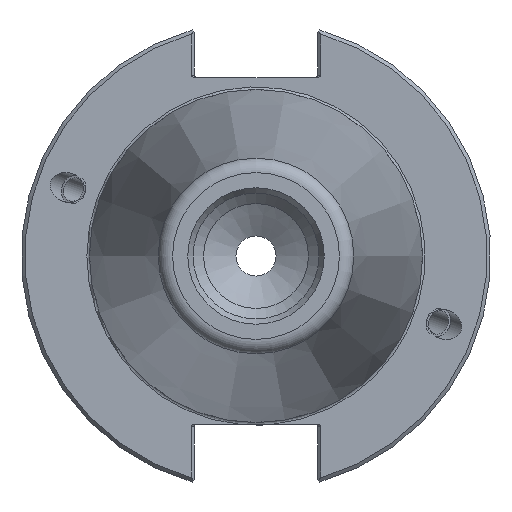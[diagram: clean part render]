
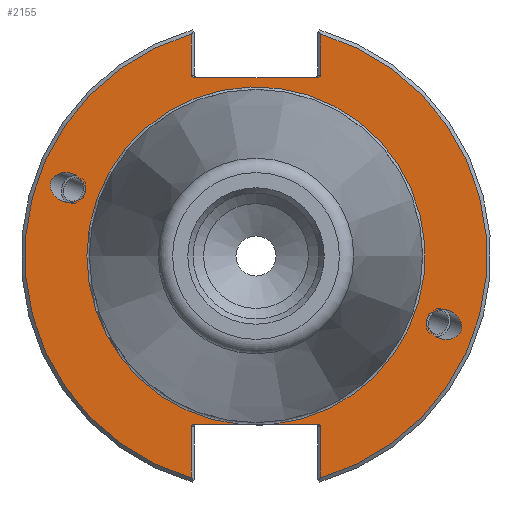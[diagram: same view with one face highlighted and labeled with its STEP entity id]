
A CAD part, left-side view. The second image highlights one B-rep face of the part: STEP entity #2155.
In plain terms, the highlighted planar face has unit normal (-1, 0, 0).
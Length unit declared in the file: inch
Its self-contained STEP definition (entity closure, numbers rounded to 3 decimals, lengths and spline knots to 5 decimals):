
#118=LINE('',#4372,#212);
#126=LINE('',#4400,#220);
#134=LINE('',#4427,#228);
#142=LINE('',#4455,#236);
#144=LINE('',#4478,#238);
#145=LINE('',#4480,#239);
#146=LINE('',#4482,#240);
#212=VECTOR('',#2850,0.3937);
#220=VECTOR('',#2880,0.3937);
#228=VECTOR('',#2908,0.3937);
#236=VECTOR('',#2938,0.3937);
#238=VECTOR('',#2952,0.3937);
#239=VECTOR('',#2955,0.3937);
#240=VECTOR('',#2958,0.3937);
#381=ELLIPSE('',#2216,0.14659,0.12008);
#382=ELLIPSE('',#2218,0.14659,0.12008);
#386=ELLIPSE('',#2368,0.02828,0.02);
#390=ELLIPSE('',#2379,0.02828,0.02);
#391=ELLIPSE('',#2385,0.02828,0.02);
#395=ELLIPSE('',#2396,0.02828,0.02);
#428=PLANE('',#2409);
#492=FACE_BOUND('',#905,.T.);
#493=FACE_BOUND('',#906,.T.);
#603=CIRCLE('',#2407,1.395);
#605=CIRCLE('',#2410,1.9075);
#606=CIRCLE('',#2411,1.9075);
#722=FACE_OUTER_BOUND('',#904,.T.);
#904=EDGE_LOOP('',(#1836,#1837,#1838,#1839,#1840,#1841,#1842,#1843,#1844,
#1845,#1846,#1847,#1848,#1849));
#905=EDGE_LOOP('',(#1850));
#906=EDGE_LOOP('',(#1851));
#989=VERTEX_POINT('',#3124);
#990=VERTEX_POINT('',#3127);
#1129=VERTEX_POINT('',#4359);
#1130=VERTEX_POINT('',#4361);
#1133=VERTEX_POINT('',#4371);
#1138=VERTEX_POINT('',#4387);
#1139=VERTEX_POINT('',#4389);
#1142=VERTEX_POINT('',#4399);
#1144=VERTEX_POINT('',#4405);
#1145=VERTEX_POINT('',#4406);
#1151=VERTEX_POINT('',#4425);
#1154=VERTEX_POINT('',#4435);
#1155=VERTEX_POINT('',#4437);
#1160=VERTEX_POINT('',#4453);
#1162=VERTEX_POINT('',#4461);
#1163=VERTEX_POINT('',#4462);
#1190=EDGE_CURVE('',#989,#989,#381,.T.);
#1191=EDGE_CURVE('',#990,#990,#382,.T.);
#1365=EDGE_CURVE('',#1129,#1130,#386,.T.);
#1370=EDGE_CURVE('',#1130,#1133,#118,.T.);
#1379=EDGE_CURVE('',#1138,#1139,#390,.T.);
#1384=EDGE_CURVE('',#1139,#1142,#126,.T.);
#1387=EDGE_CURVE('',#1144,#1145,#391,.T.);
#1398=EDGE_CURVE('',#1151,#1144,#134,.T.);
#1403=EDGE_CURVE('',#1154,#1155,#395,.T.);
#1412=EDGE_CURVE('',#1160,#1154,#142,.T.);
#1416=EDGE_CURVE('',#1162,#1163,#603,.T.);
#1418=EDGE_CURVE('',#1145,#1162,#144,.T.);
#1419=EDGE_CURVE('',#1133,#1151,#605,.T.);
#1420=EDGE_CURVE('',#1155,#1129,#145,.T.);
#1421=EDGE_CURVE('',#1142,#1160,#606,.T.);
#1422=EDGE_CURVE('',#1163,#1138,#146,.T.);
#1836=ORIENTED_EDGE('',*,*,#1416,.F.);
#1837=ORIENTED_EDGE('',*,*,#1418,.F.);
#1838=ORIENTED_EDGE('',*,*,#1387,.F.);
#1839=ORIENTED_EDGE('',*,*,#1398,.F.);
#1840=ORIENTED_EDGE('',*,*,#1419,.F.);
#1841=ORIENTED_EDGE('',*,*,#1370,.F.);
#1842=ORIENTED_EDGE('',*,*,#1365,.F.);
#1843=ORIENTED_EDGE('',*,*,#1420,.F.);
#1844=ORIENTED_EDGE('',*,*,#1403,.F.);
#1845=ORIENTED_EDGE('',*,*,#1412,.F.);
#1846=ORIENTED_EDGE('',*,*,#1421,.F.);
#1847=ORIENTED_EDGE('',*,*,#1384,.F.);
#1848=ORIENTED_EDGE('',*,*,#1379,.F.);
#1849=ORIENTED_EDGE('',*,*,#1422,.F.);
#1850=ORIENTED_EDGE('',*,*,#1190,.T.);
#1851=ORIENTED_EDGE('',*,*,#1191,.T.);
#2155=ADVANCED_FACE('',(#722,#492,#493),#428,.T.);
#2216=AXIS2_PLACEMENT_3D('',#3125,#2481,#2482);
#2218=AXIS2_PLACEMENT_3D('',#3128,#2485,#2486);
#2368=AXIS2_PLACEMENT_3D('',#4362,#2839,#2840);
#2379=AXIS2_PLACEMENT_3D('',#4390,#2869,#2870);
#2385=AXIS2_PLACEMENT_3D('',#4407,#2886,#2887);
#2396=AXIS2_PLACEMENT_3D('',#4438,#2918,#2919);
#2407=AXIS2_PLACEMENT_3D('',#4474,#2946,#2947);
#2409=AXIS2_PLACEMENT_3D('',#4477,#2950,#2951);
#2410=AXIS2_PLACEMENT_3D('',#4479,#2953,#2954);
#2411=AXIS2_PLACEMENT_3D('',#4481,#2956,#2957);
#2481=DIRECTION('center_axis',(1.,0.,0.));
#2482=DIRECTION('ref_axis',(0.,0.94,0.342));
#2485=DIRECTION('center_axis',(1.,0.,0.));
#2486=DIRECTION('ref_axis',(0.,-0.94,-0.342));
#2839=DIRECTION('center_axis',(-1.,0.,0.));
#2840=DIRECTION('ref_axis',(0.,-1.,0.));
#2850=DIRECTION('',(0.,0.,1.));
#2869=DIRECTION('center_axis',(-1.,0.,0.));
#2870=DIRECTION('ref_axis',(0.,1.,0.));
#2880=DIRECTION('',(0.,0.,-1.));
#2886=DIRECTION('center_axis',(-1.,0.,0.));
#2887=DIRECTION('ref_axis',(0.,-1.,0.));
#2908=DIRECTION('',(0.,0.,1.));
#2918=DIRECTION('center_axis',(-1.,0.,0.));
#2919=DIRECTION('ref_axis',(0.,1.,0.));
#2938=DIRECTION('',(0.,0.,-1.));
#2946=DIRECTION('center_axis',(-1.,0.,0.));
#2947=DIRECTION('ref_axis',(0.,-1.,0.));
#2950=DIRECTION('center_axis',(-1.,0.,0.));
#2951=DIRECTION('ref_axis',(0.,0.,1.));
#2952=DIRECTION('',(0.,1.,0.));
#2953=DIRECTION('center_axis',(1.,0.,0.));
#2954=DIRECTION('ref_axis',(0.,-1.,0.));
#2955=DIRECTION('',(0.,-1.,0.));
#2956=DIRECTION('center_axis',(1.,0.,0.));
#2957=DIRECTION('ref_axis',(0.,1.,0.));
#2958=DIRECTION('',(0.,1.,0.));
#3124=CARTESIAN_POINT('',(0.125,1.41556,0.51522));
#3125=CARTESIAN_POINT('Origin',(0.125,1.55331,0.56536));
#3127=CARTESIAN_POINT('',(0.125,-1.41556,-0.51522));
#3128=CARTESIAN_POINT('Origin',(0.125,-1.55331,-0.56536));
#4359=CARTESIAN_POINT('',(0.125,-0.50422,1.472));
#4361=CARTESIAN_POINT('',(0.125,-0.5325,1.492));
#4362=CARTESIAN_POINT('Origin',(0.125,-0.50422,1.492));
#4371=CARTESIAN_POINT('',(0.125,-0.5325,1.83167));
#4372=CARTESIAN_POINT('',(0.125,-0.5325,0.736));
#4387=CARTESIAN_POINT('',(0.125,0.50422,-1.388));
#4389=CARTESIAN_POINT('',(0.125,0.5325,-1.408));
#4390=CARTESIAN_POINT('Origin',(0.125,0.50422,-1.408));
#4399=CARTESIAN_POINT('',(0.125,0.5325,-1.83167));
#4400=CARTESIAN_POINT('',(0.125,0.5325,-0.694));
#4405=CARTESIAN_POINT('',(0.125,-0.5325,-1.408));
#4406=CARTESIAN_POINT('',(0.125,-0.50422,-1.388));
#4407=CARTESIAN_POINT('Origin',(0.125,-0.50422,-1.408));
#4425=CARTESIAN_POINT('',(0.125,-0.5325,-1.83167));
#4427=CARTESIAN_POINT('',(0.125,-0.5325,-0.694));
#4435=CARTESIAN_POINT('',(0.125,0.5325,1.492));
#4437=CARTESIAN_POINT('',(0.125,0.50422,1.472));
#4438=CARTESIAN_POINT('Origin',(0.125,0.50422,1.492));
#4453=CARTESIAN_POINT('',(0.125,0.5325,1.83167));
#4455=CARTESIAN_POINT('',(0.125,0.5325,0.736));
#4461=CARTESIAN_POINT('',(0.125,-0.13957,-1.388));
#4462=CARTESIAN_POINT('',(0.125,0.13957,-1.388));
#4474=CARTESIAN_POINT('Origin',(0.125,0.,0.));
#4477=CARTESIAN_POINT('Origin',(0.125,1.65625,0.));
#4478=CARTESIAN_POINT('',(0.125,0.82813,-1.388));
#4479=CARTESIAN_POINT('Origin',(0.125,0.,0.));
#4480=CARTESIAN_POINT('',(0.125,0.82813,1.472));
#4481=CARTESIAN_POINT('Origin',(0.125,0.,0.));
#4482=CARTESIAN_POINT('',(0.125,0.82813,-1.388));
